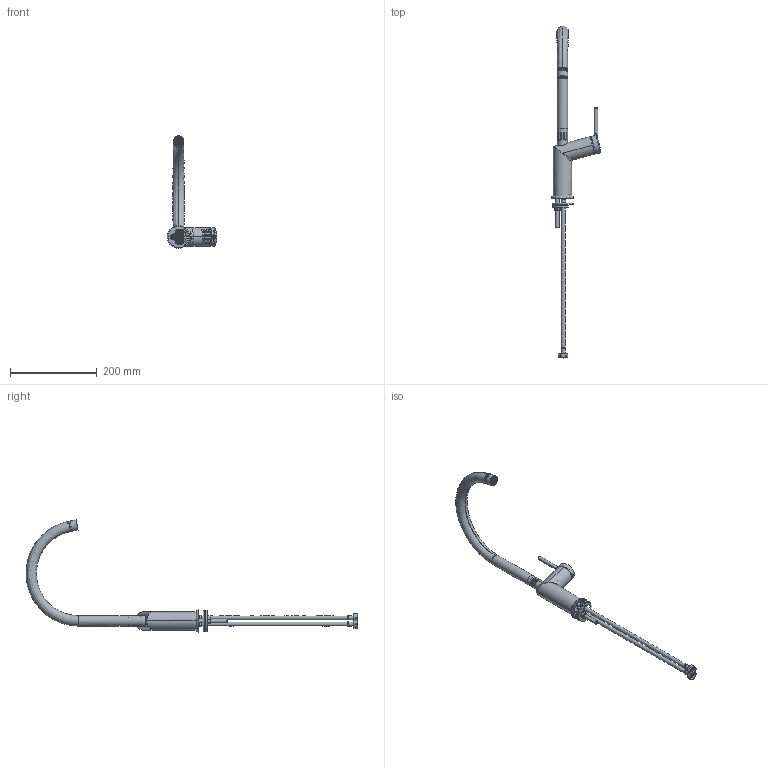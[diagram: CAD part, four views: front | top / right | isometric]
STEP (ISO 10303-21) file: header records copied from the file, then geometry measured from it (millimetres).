
FILE_DESCRIPTION(/* description */ (''),/* implementation_level */ '2;1');
FILE_NAME(/* name */ '80245-75长牙.stp',/* time_stamp */ '2022-07-20T15:57:31+08:00',/* author */ (''),/* organization */ (''),/* preprocessor_version */ 'ST-DEVELOPER v16',/* originating_system */ 'SIEMENS PLM Software NX 10.0',/* authorisation */ '');
FILE_SCHEMA (('CONFIG_CONTROL_DESIGN'));
Length unit declared in the file: millimetre
Products named in the file (16): ; 时大75长牙软管; H6052_stp; 63012003400 (内插接头塑料卡圈; 21X15X1.5垫片; 24出水口-外; 60360010700 (内插接头; 62502502000 (84405-9 ∅24内插管; 8024系列底座; 80245_stp; 47050400300(M5X4平头螺丝; 40051032600 (M5 橡胶塞; 赛道35平脚-新; 88301锌压帽盖_stp; 44100220300 M37x1.25(441002-1-1压帽; 80245配合图-75长牙
Assembly tree (16 placements, depth 2):
  80245配合图-75长牙
    44100220300 M37x1.25(441002-1-1压帽
    88301锌压帽盖_stp
    赛道35平脚-新
    40051032600 (M5 橡胶塞
    47050400300(M5X4平头螺丝
    80245_stp
    8024系列底座
    62502502000 (84405-9 ∅24内插管
    60360010700 (内插接头
    24出水口-外
    21X15X1.5垫片
    63012003400 (内插接头塑料卡圈
    H6052_stp
    时大75长牙软管  x2
  
Bounding box: 114.07 x 765.01 x 259.01 mm (x, y, z)
Volume: 200487.5 mm3; surface area: 229680.9 mm2
Topology: 31 solids, 35 shells, 1984 faces, 5014 edges, 3103 vertices
Faces by surface type: cylinder 741, plane 671, torus 226, bspline 181, cone 105, sphere 54, revolution 6
Full cylindrical faces by diameter (mm): 2.5 x2, 4.5 x4, 4.8 x1, 5.6 x1, 7 x1, 7.3 x2, 8 x5, 8.5 x1, 9.5 x2, 9.502 x2, 9.76 x2, 9.8 x2, 10 x2, 10.002 x2, 10.3 x2, 10.84 x2, 10.9 x2, 11.2 x2, 11.5 x1, 14 x1, 14.02 x2, 14.6 x2, 15 x1, 16 x1, 16.4 x1, 16.5 x2, 18 x1, 18.5 x3, 19 x2, 20.3 x1
Entity records: 75861 total; most frequent: CARTESIAN_POINT 28462, DIRECTION 9713, ORIENTED_EDGE 9448, EDGE_CURVE 4724, AXIS2_PLACEMENT_3D 3852, VERTEX_POINT 2975, EDGE_LOOP 2256, CIRCLE 2097
